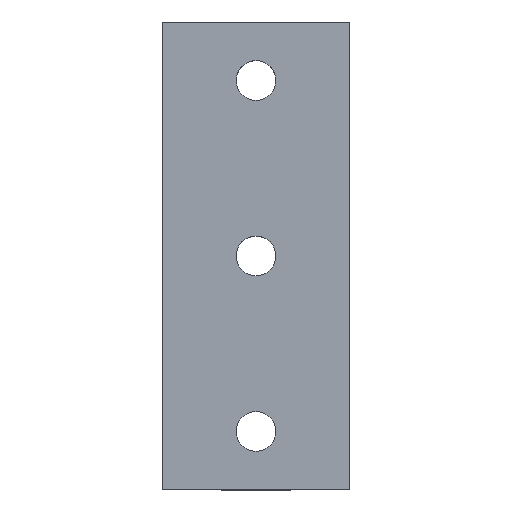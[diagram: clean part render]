
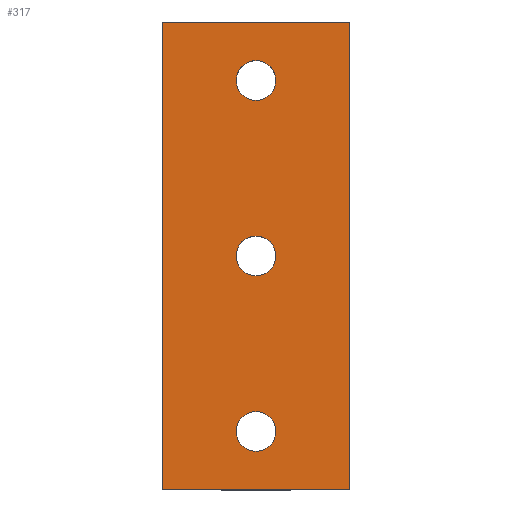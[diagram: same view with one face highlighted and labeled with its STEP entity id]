
A CAD part, top view. The second image highlights one B-rep face of the part: STEP entity #317.
In plain terms, the highlighted planar face has unit normal (0, 0, 1).
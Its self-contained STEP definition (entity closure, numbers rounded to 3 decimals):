
#8 = EDGE_CURVE ( 'NONE', #923, #1140, #1017, .T. ) ;
#10 = CARTESIAN_POINT ( 'NONE',  ( 0., -15., 2.3 ) ) ;
#11 = VERTEX_POINT ( 'NONE', #517 ) ;
#22 = DIRECTION ( 'NONE',  ( -1., 0., 0. ) ) ;
#32 = EDGE_CURVE ( 'NONE', #1140, #923, #461, .T. ) ;
#72 = CARTESIAN_POINT ( 'NONE',  ( 8., -20., 2.3 ) ) ;
#76 = VERTEX_POINT ( 'NONE', #921 ) ;
#77 = ORIENTED_EDGE ( 'NONE', *, *, #1256, .T. ) ;
#84 = AXIS2_PLACEMENT_3D ( 'NONE', #913, #500, #22 ) ;
#85 = AXIS2_PLACEMENT_3D ( 'NONE', #330, #627, #123 ) ;
#93 = FACE_BOUND ( 'NONE', #1025, .T. ) ;
#105 = VECTOR ( 'NONE', #272, 1000. ) ;
#117 = DIRECTION ( 'NONE',  ( -1., 0., 0. ) ) ;
#123 = DIRECTION ( 'NONE',  ( -1., 0., 0. ) ) ;
#157 = EDGE_LOOP ( 'NONE', ( #668, #815, #181, #974 ) ) ;
#169 = CARTESIAN_POINT ( 'NONE',  ( -8., 20., 2.3 ) ) ;
#181 = ORIENTED_EDGE ( 'NONE', *, *, #243, .F. ) ;
#202 = CARTESIAN_POINT ( 'NONE',  ( -8., -20., 2.3 ) ) ;
#242 = ORIENTED_EDGE ( 'NONE', *, *, #8, .T. ) ;
#243 = EDGE_CURVE ( 'NONE', #685, #784, #1274, .T. ) ;
#261 = FACE_BOUND ( 'NONE', #856, .T. ) ;
#272 = DIRECTION ( 'NONE',  ( 1., 0., 0. ) ) ;
#276 = EDGE_CURVE ( 'NONE', #76, #1167, #979, .T. ) ;
#300 = CARTESIAN_POINT ( 'NONE',  ( 8., 20., 2.3 ) ) ;
#317 = ADVANCED_FACE ( 'NONE', ( #1081, #93, #261, #664 ), #1057, .F. ) ;
#330 = CARTESIAN_POINT ( 'NONE',  ( 0., 15., 2.3 ) ) ;
#350 = CARTESIAN_POINT ( 'NONE',  ( 0., 0., 2.3 ) ) ;
#368 = CARTESIAN_POINT ( 'NONE',  ( -1.7, -15., 2.3 ) ) ;
#369 = DIRECTION ( 'NONE',  ( -1., 0., 0. ) ) ;
#385 = DIRECTION ( 'NONE',  ( -1., 0., 0. ) ) ;
#461 = CIRCLE ( 'NONE', #84, 1.7 ) ;
#464 = EDGE_LOOP ( 'NONE', ( #77, #596 ) ) ;
#496 = EDGE_CURVE ( 'NONE', #1113, #11, #673, .T. ) ;
#500 = DIRECTION ( 'NONE',  ( 0., 0., -1. ) ) ;
#517 = CARTESIAN_POINT ( 'NONE',  ( -1.7, 15., 2.3 ) ) ;
#518 = EDGE_CURVE ( 'NONE', #685, #583, #824, .T. ) ;
#528 = ORIENTED_EDGE ( 'NONE', *, *, #32, .T. ) ;
#555 = DIRECTION ( 'NONE',  ( 0., -1., 0. ) ) ;
#565 = CARTESIAN_POINT ( 'NONE',  ( -8., 20., 2.3 ) ) ;
#581 = DIRECTION ( 'NONE',  ( 0., 0., -1. ) ) ;
#583 = VERTEX_POINT ( 'NONE', #948 ) ;
#595 = ORIENTED_EDGE ( 'NONE', *, *, #276, .T. ) ;
#596 = ORIENTED_EDGE ( 'NONE', *, *, #496, .T. ) ;
#597 = DIRECTION ( 'NONE',  ( 1., 0., 0. ) ) ;
#607 = EDGE_CURVE ( 'NONE', #1167, #76, #1184, .T. ) ;
#626 = DIRECTION ( 'NONE',  ( 0., 0., -1. ) ) ;
#627 = DIRECTION ( 'NONE',  ( 0., 0., -1. ) ) ;
#631 = AXIS2_PLACEMENT_3D ( 'NONE', #350, #854, #849 ) ;
#656 = AXIS2_PLACEMENT_3D ( 'NONE', #803, #1195, #1011 ) ;
#664 = FACE_OUTER_BOUND ( 'NONE', #157, .T. ) ;
#668 = ORIENTED_EDGE ( 'NONE', *, *, #1224, .T. ) ;
#673 = CIRCLE ( 'NONE', #85, 1.7 ) ;
#678 = CARTESIAN_POINT ( 'NONE',  ( 0., 0., 2.3 ) ) ;
#685 = VERTEX_POINT ( 'NONE', #962 ) ;
#710 = AXIS2_PLACEMENT_3D ( 'NONE', #10, #626, #117 ) ;
#711 = AXIS2_PLACEMENT_3D ( 'NONE', #565, #961, #369 ) ;
#777 = AXIS2_PLACEMENT_3D ( 'NONE', #678, #581, #385 ) ;
#784 = VERTEX_POINT ( 'NONE', #300 ) ;
#795 = VECTOR ( 'NONE', #597, 1000. ) ;
#803 = CARTESIAN_POINT ( 'NONE',  ( 0., 15., 2.3 ) ) ;
#815 = ORIENTED_EDGE ( 'NONE', *, *, #987, .F. ) ;
#824 = LINE ( 'NONE', #1193, #916 ) ;
#849 = DIRECTION ( 'NONE',  ( -1., 0., 0. ) ) ;
#854 = DIRECTION ( 'NONE',  ( 0., 0., -1. ) ) ;
#856 = EDGE_LOOP ( 'NONE', ( #595, #1150 ) ) ;
#869 = CARTESIAN_POINT ( 'NONE',  ( 1.7, 0., 2.3 ) ) ;
#913 = CARTESIAN_POINT ( 'NONE',  ( 0., -15., 2.3 ) ) ;
#916 = VECTOR ( 'NONE', #1096, 1000. ) ;
#921 = CARTESIAN_POINT ( 'NONE',  ( -1.7, 0., 2.3 ) ) ;
#923 = VERTEX_POINT ( 'NONE', #1035 ) ;
#948 = CARTESIAN_POINT ( 'NONE',  ( -8., -20., 2.3 ) ) ;
#961 = DIRECTION ( 'NONE',  ( 0., 0., -1. ) ) ;
#962 = CARTESIAN_POINT ( 'NONE',  ( -8., 20., 2.3 ) ) ;
#974 = ORIENTED_EDGE ( 'NONE', *, *, #518, .T. ) ;
#979 = CIRCLE ( 'NONE', #777, 1.7 ) ;
#987 = EDGE_CURVE ( 'NONE', #784, #1155, #1022, .T. ) ;
#1011 = DIRECTION ( 'NONE',  ( -1., 0., 0. ) ) ;
#1017 = CIRCLE ( 'NONE', #710, 1.7 ) ;
#1022 = LINE ( 'NONE', #1225, #1144 ) ;
#1025 = EDGE_LOOP ( 'NONE', ( #528, #242 ) ) ;
#1035 = CARTESIAN_POINT ( 'NONE',  ( 1.7, -15., 2.3 ) ) ;
#1057 = PLANE ( 'NONE',  #711 ) ;
#1081 = FACE_BOUND ( 'NONE', #464, .T. ) ;
#1096 = DIRECTION ( 'NONE',  ( 0., -1., 0. ) ) ;
#1109 = LINE ( 'NONE', #202, #795 ) ;
#1113 = VERTEX_POINT ( 'NONE', #1267 ) ;
#1140 = VERTEX_POINT ( 'NONE', #368 ) ;
#1144 = VECTOR ( 'NONE', #555, 1000. ) ;
#1150 = ORIENTED_EDGE ( 'NONE', *, *, #607, .T. ) ;
#1155 = VERTEX_POINT ( 'NONE', #72 ) ;
#1167 = VERTEX_POINT ( 'NONE', #869 ) ;
#1184 = CIRCLE ( 'NONE', #631, 1.7 ) ;
#1193 = CARTESIAN_POINT ( 'NONE',  ( -8., 20., 2.3 ) ) ;
#1195 = DIRECTION ( 'NONE',  ( 0., 0., -1. ) ) ;
#1224 = EDGE_CURVE ( 'NONE', #583, #1155, #1109, .T. ) ;
#1225 = CARTESIAN_POINT ( 'NONE',  ( 8., 20., 2.3 ) ) ;
#1251 = CIRCLE ( 'NONE', #656, 1.7 ) ;
#1256 = EDGE_CURVE ( 'NONE', #11, #1113, #1251, .T. ) ;
#1267 = CARTESIAN_POINT ( 'NONE',  ( 1.7, 15., 2.3 ) ) ;
#1274 = LINE ( 'NONE', #169, #105 ) ;
